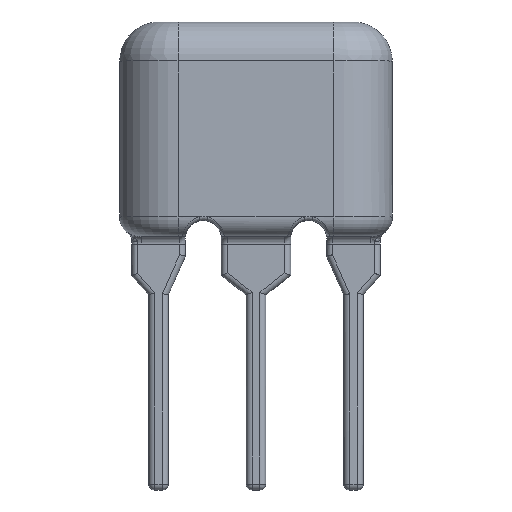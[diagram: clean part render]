
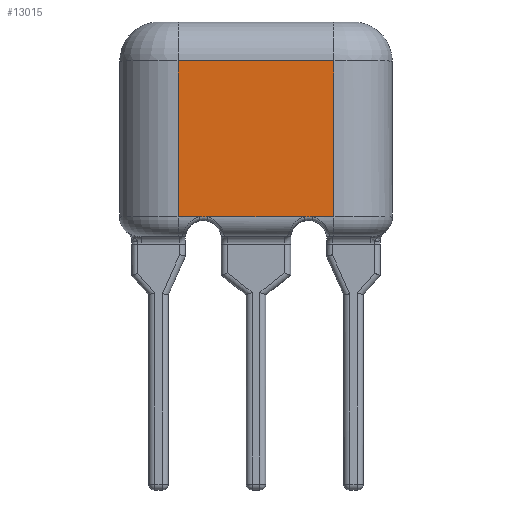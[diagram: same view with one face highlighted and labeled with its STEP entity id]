
A CAD part, top view. The second image highlights one B-rep face of the part: STEP entity #13015.
In plain terms, the highlighted planar face has unit normal (0, 0, 1).
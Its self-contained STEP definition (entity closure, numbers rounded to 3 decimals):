
#231 = VECTOR ( 'NONE', #1882, 1000. ) ;
#521 = CARTESIAN_POINT ( 'NONE',  ( -2., 4.5, 1.5 ) ) ;
#831 = FACE_OUTER_BOUND ( 'NONE', #10587, .T. ) ;
#837 = EDGE_CURVE ( 'NONE', #8207, #11042, #9225, .T. ) ;
#849 = VECTOR ( 'NONE', #14179, 1000. ) ;
#977 = CARTESIAN_POINT ( 'NONE',  ( -2., 5.5, 1.5 ) ) ;
#1214 = ORIENTED_EDGE ( 'NONE', *, *, #6211, .T. ) ;
#1243 = CARTESIAN_POINT ( 'NONE',  ( 2., 5.5, 1.5 ) ) ;
#1288 = VECTOR ( 'NONE', #11063, 1000. ) ;
#1849 = DIRECTION ( 'NONE',  ( 0., 0., -1. ) ) ;
#1882 = DIRECTION ( 'NONE',  ( -1., 0., 0. ) ) ;
#1978 = CARTESIAN_POINT ( 'NONE',  ( 1.35, -0.049, 1.5 ) ) ;
#1988 = CIRCLE ( 'NONE', #4117, 0.56 ) ;
#2012 = LINE ( 'NONE', #6780, #2428 ) ;
#2412 = EDGE_CURVE ( 'NONE', #6089, #3250, #1988, .T. ) ;
#2428 = VECTOR ( 'NONE', #10623, 1000. ) ;
#2493 = CARTESIAN_POINT ( 'NONE',  ( -2., 0.5, 1.5 ) ) ;
#2750 = EDGE_CURVE ( 'NONE', #10533, #12162, #14313, .T. ) ;
#3250 = VERTEX_POINT ( 'NONE', #7669 ) ;
#3790 = EDGE_CURVE ( 'NONE', #3250, #10533, #5581, .T. ) ;
#4117 = AXIS2_PLACEMENT_3D ( 'NONE', #15547, #4323, #9186 ) ;
#4323 = DIRECTION ( 'NONE',  ( 0., 0., -1. ) ) ;
#4413 = CARTESIAN_POINT ( 'NONE',  ( 2., 5.5, 1.5 ) ) ;
#4695 = CARTESIAN_POINT ( 'NONE',  ( 2., 0.5, 1.5 ) ) ;
#4850 = ORIENTED_EDGE ( 'NONE', *, *, #2412, .T. ) ;
#5581 = LINE ( 'NONE', #10552, #7111 ) ;
#5678 = CARTESIAN_POINT ( 'NONE',  ( -1.458, 0.5, 1.5 ) ) ;
#5811 = ORIENTED_EDGE ( 'NONE', *, *, #837, .F. ) ;
#5867 = DIRECTION ( 'NONE',  ( -1., 0., 0. ) ) ;
#6089 = VERTEX_POINT ( 'NONE', #5678 ) ;
#6211 = EDGE_CURVE ( 'NONE', #12162, #11042, #10905, .T. ) ;
#6298 = VERTEX_POINT ( 'NONE', #521 ) ;
#6426 = CARTESIAN_POINT ( 'NONE',  ( 1.242, 0.5, 1.5 ) ) ;
#6489 = CARTESIAN_POINT ( 'NONE',  ( 2., 4.5, 1.5 ) ) ;
#6780 = CARTESIAN_POINT ( 'NONE',  ( 2., 0.5, 1.5 ) ) ;
#7111 = VECTOR ( 'NONE', #11481, 1000. ) ;
#7228 = AXIS2_PLACEMENT_3D ( 'NONE', #1978, #11982, #15837 ) ;
#7669 = CARTESIAN_POINT ( 'NONE',  ( -1.242, 0.5, 1.5 ) ) ;
#8207 = VERTEX_POINT ( 'NONE', #6489 ) ;
#8325 = ORIENTED_EDGE ( 'NONE', *, *, #15376, .T. ) ;
#8545 = EDGE_CURVE ( 'NONE', #15679, #6089, #2012, .T. ) ;
#8780 = EDGE_CURVE ( 'NONE', #6298, #15679, #16009, .T. ) ;
#9186 = DIRECTION ( 'NONE',  ( -1., 0., 0. ) ) ;
#9225 = LINE ( 'NONE', #1243, #849 ) ;
#9406 = CARTESIAN_POINT ( 'NONE',  ( 2., 4.5, 1.5 ) ) ;
#9542 = ORIENTED_EDGE ( 'NONE', *, *, #8545, .T. ) ;
#10113 = ORIENTED_EDGE ( 'NONE', *, *, #8780, .T. ) ;
#10357 = AXIS2_PLACEMENT_3D ( 'NONE', #4413, #1849, #5867 ) ;
#10533 = VERTEX_POINT ( 'NONE', #6426 ) ;
#10552 = CARTESIAN_POINT ( 'NONE',  ( 2., 0.5, 1.5 ) ) ;
#10587 = EDGE_LOOP ( 'NONE', ( #9542, #4850, #15515, #13170, #1214, #5811, #8325, #10113 ) ) ;
#10623 = DIRECTION ( 'NONE',  ( 1., 0., 0. ) ) ;
#10905 = LINE ( 'NONE', #4695, #1288 ) ;
#11042 = VERTEX_POINT ( 'NONE', #13107 ) ;
#11063 = DIRECTION ( 'NONE',  ( 1., 0., 0. ) ) ;
#11481 = DIRECTION ( 'NONE',  ( 1., 0., 0. ) ) ;
#11555 = LINE ( 'NONE', #9406, #231 ) ;
#11982 = DIRECTION ( 'NONE',  ( 0., 0., -1. ) ) ;
#12090 = PLANE ( 'NONE',  #10357 ) ;
#12162 = VERTEX_POINT ( 'NONE', #14399 ) ;
#13015 = ADVANCED_FACE ( 'NONE', ( #831 ), #12090, .F. ) ;
#13107 = CARTESIAN_POINT ( 'NONE',  ( 2., 0.5, 1.5 ) ) ;
#13170 = ORIENTED_EDGE ( 'NONE', *, *, #2750, .T. ) ;
#14179 = DIRECTION ( 'NONE',  ( 0., -1., 0. ) ) ;
#14313 = CIRCLE ( 'NONE', #7228, 0.56 ) ;
#14399 = CARTESIAN_POINT ( 'NONE',  ( 1.458, 0.5, 1.5 ) ) ;
#15376 = EDGE_CURVE ( 'NONE', #8207, #6298, #11555, .T. ) ;
#15515 = ORIENTED_EDGE ( 'NONE', *, *, #3790, .T. ) ;
#15547 = CARTESIAN_POINT ( 'NONE',  ( -1.35, -0.049, 1.5 ) ) ;
#15562 = VECTOR ( 'NONE', #16179, 1000. ) ;
#15679 = VERTEX_POINT ( 'NONE', #2493 ) ;
#15837 = DIRECTION ( 'NONE',  ( -1., 0., 0. ) ) ;
#16009 = LINE ( 'NONE', #977, #15562 ) ;
#16179 = DIRECTION ( 'NONE',  ( 0., -1., 0. ) ) ;
